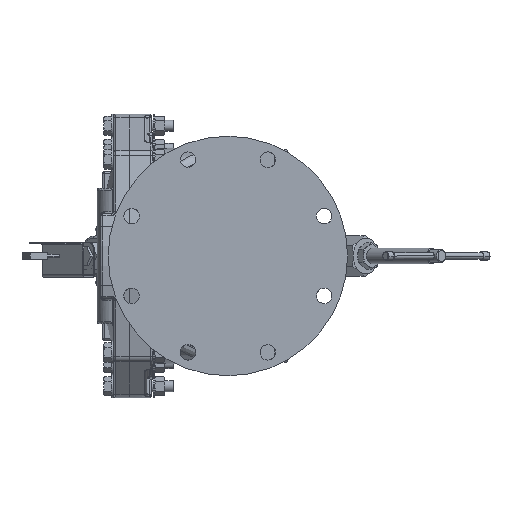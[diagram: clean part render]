
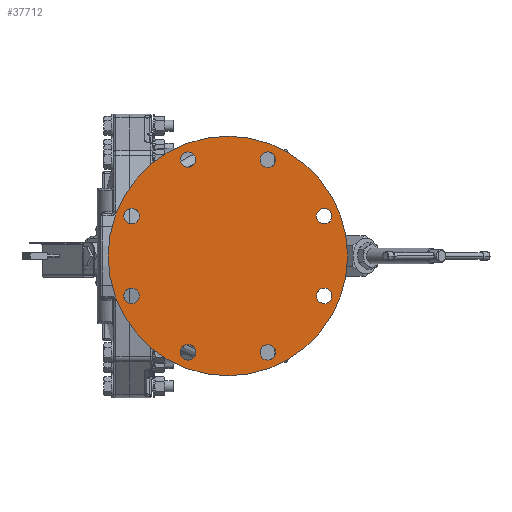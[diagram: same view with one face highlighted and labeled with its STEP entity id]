
A CAD part, left-side view. The second image highlights one B-rep face of the part: STEP entity #37712.
In plain terms, the highlighted planar face has unit normal (-1, 0, 0).
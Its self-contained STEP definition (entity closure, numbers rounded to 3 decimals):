
#1339=CARTESIAN_POINT('',(-9.75,2.248,5.428));
#1340=DIRECTION('',(1.,0.,0.));
#1341=DIRECTION('',(0.,0.,-1.));
#1342=AXIS2_PLACEMENT_3D('',#1339,#1340,#1341);
#1344=CARTESIAN_POINT('',(-9.75,2.248,5.428));
#1345=DIRECTION('',(1.,0.,0.));
#1346=DIRECTION('',(0.,0.,1.));
#1347=AXIS2_PLACEMENT_3D('',#1344,#1345,#1346);
#1349=CARTESIAN_POINT('',(-9.75,5.428,2.248));
#1350=DIRECTION('',(1.,0.,0.));
#1351=DIRECTION('',(0.,-0.707,-0.707));
#1352=AXIS2_PLACEMENT_3D('',#1349,#1350,#1351);
#1354=CARTESIAN_POINT('',(-9.75,5.428,2.248));
#1355=DIRECTION('',(1.,0.,0.));
#1356=DIRECTION('',(0.,0.707,0.707));
#1357=AXIS2_PLACEMENT_3D('',#1354,#1355,#1356);
#1359=CARTESIAN_POINT('',(-9.75,5.428,-2.248));
#1360=DIRECTION('',(1.,0.,0.));
#1361=DIRECTION('',(0.,-1.,0.));
#1362=AXIS2_PLACEMENT_3D('',#1359,#1360,#1361);
#1364=CARTESIAN_POINT('',(-9.75,5.428,-2.248));
#1365=DIRECTION('',(1.,0.,0.));
#1366=DIRECTION('',(0.,1.,0.));
#1367=AXIS2_PLACEMENT_3D('',#1364,#1365,#1366);
#1369=CARTESIAN_POINT('',(-9.75,2.248,-5.428));
#1370=DIRECTION('',(1.,0.,0.));
#1371=DIRECTION('',(0.,-0.707,0.707));
#1372=AXIS2_PLACEMENT_3D('',#1369,#1370,#1371);
#1374=CARTESIAN_POINT('',(-9.75,2.248,-5.428));
#1375=DIRECTION('',(1.,0.,0.));
#1376=DIRECTION('',(0.,0.707,-0.707));
#1377=AXIS2_PLACEMENT_3D('',#1374,#1375,#1376);
#1379=CARTESIAN_POINT('',(-9.75,-2.248,-5.428));
#1380=DIRECTION('',(1.,0.,0.));
#1381=DIRECTION('',(0.,0.,1.));
#1382=AXIS2_PLACEMENT_3D('',#1379,#1380,#1381);
#1384=CARTESIAN_POINT('',(-9.75,-2.248,-5.428));
#1385=DIRECTION('',(1.,0.,0.));
#1386=DIRECTION('',(0.,0.,-1.));
#1387=AXIS2_PLACEMENT_3D('',#1384,#1385,#1386);
#1389=CARTESIAN_POINT('',(-9.75,-5.428,-2.248));
#1390=DIRECTION('',(1.,0.,0.));
#1391=DIRECTION('',(0.,0.707,0.707));
#1392=AXIS2_PLACEMENT_3D('',#1389,#1390,#1391);
#1394=CARTESIAN_POINT('',(-9.75,-5.428,-2.248));
#1395=DIRECTION('',(1.,0.,0.));
#1396=DIRECTION('',(0.,-0.707,-0.707));
#1397=AXIS2_PLACEMENT_3D('',#1394,#1395,#1396);
#1399=CARTESIAN_POINT('',(-9.75,-5.428,2.248));
#1400=DIRECTION('',(1.,0.,0.));
#1401=DIRECTION('',(0.,1.,0.));
#1402=AXIS2_PLACEMENT_3D('',#1399,#1400,#1401);
#1404=CARTESIAN_POINT('',(-9.75,-5.428,2.248));
#1405=DIRECTION('',(1.,0.,0.));
#1406=DIRECTION('',(0.,-1.,0.));
#1407=AXIS2_PLACEMENT_3D('',#1404,#1405,#1406);
#1409=CARTESIAN_POINT('',(-9.75,-2.248,5.428));
#1410=DIRECTION('',(1.,0.,0.));
#1411=DIRECTION('',(0.,0.707,-0.707));
#1412=AXIS2_PLACEMENT_3D('',#1409,#1410,#1411);
#1414=CARTESIAN_POINT('',(-9.75,-2.248,5.428));
#1415=DIRECTION('',(1.,0.,0.));
#1416=DIRECTION('',(0.,-0.707,0.707));
#1417=AXIS2_PLACEMENT_3D('',#1414,#1415,#1416);
#1419=CARTESIAN_POINT('',(-9.75,0.,0.));
#1420=DIRECTION('',(1.,0.,0.));
#1421=DIRECTION('',(0.,1.,0.));
#1422=AXIS2_PLACEMENT_3D('',#1419,#1420,#1421);
#1429=CARTESIAN_POINT('',(-9.75,0.,0.));
#1430=DIRECTION('',(1.,0.,0.));
#1431=DIRECTION('',(0.,-1.,0.));
#1432=AXIS2_PLACEMENT_3D('',#1429,#1430,#1431);
#35192=CARTESIAN_POINT('',(-9.75,6.75,0.));
#35193=CARTESIAN_POINT('',(-9.75,-6.75,0.));
#35194=VERTEX_POINT('',#35192);
#35195=VERTEX_POINT('',#35193);
#37589=CARTESIAN_POINT('',(-9.75,2.248,4.99));
#37591=VERTEX_POINT('',#37589);
#37593=CARTESIAN_POINT('',(-9.75,2.248,5.865));
#37595=VERTEX_POINT('',#37593);
#37597=CARTESIAN_POINT('',(-9.75,5.118,1.939));
#37599=VERTEX_POINT('',#37597);
#37601=CARTESIAN_POINT('',(-9.75,5.737,2.558));
#37603=VERTEX_POINT('',#37601);
#37605=CARTESIAN_POINT('',(-9.75,4.99,-2.248));
#37607=VERTEX_POINT('',#37605);
#37609=CARTESIAN_POINT('',(-9.75,5.865,-2.248));
#37611=VERTEX_POINT('',#37609);
#37613=CARTESIAN_POINT('',(-9.75,1.939,-5.118));
#37615=VERTEX_POINT('',#37613);
#37617=CARTESIAN_POINT('',(-9.75,2.558,-5.737));
#37619=VERTEX_POINT('',#37617);
#37621=CARTESIAN_POINT('',(-9.75,-2.248,-4.99));
#37623=VERTEX_POINT('',#37621);
#37625=CARTESIAN_POINT('',(-9.75,-2.248,-5.865));
#37627=VERTEX_POINT('',#37625);
#37629=CARTESIAN_POINT('',(-9.75,-5.118,-1.939));
#37631=VERTEX_POINT('',#37629);
#37633=CARTESIAN_POINT('',(-9.75,-5.737,-2.558));
#37635=VERTEX_POINT('',#37633);
#37637=CARTESIAN_POINT('',(-9.75,-4.99,2.248));
#37639=VERTEX_POINT('',#37637);
#37641=CARTESIAN_POINT('',(-9.75,-5.865,2.248));
#37643=VERTEX_POINT('',#37641);
#37645=CARTESIAN_POINT('',(-9.75,-1.939,5.118));
#37647=VERTEX_POINT('',#37645);
#37649=CARTESIAN_POINT('',(-9.75,-2.558,5.737));
#37651=VERTEX_POINT('',#37649);
#37653=CARTESIAN_POINT('',(-9.75,-10.,-10.));
#37654=DIRECTION('',(1.,0.,0.));
#37655=DIRECTION('',(0.,1.,0.));
#37656=AXIS2_PLACEMENT_3D('',#37653,#37654,#37655);
#37657=PLANE('',#37656);
#37659=ORIENTED_EDGE('',*,*,#37658,.T.);
#37661=ORIENTED_EDGE('',*,*,#37660,.T.);
#37662=EDGE_LOOP('',(#37659,#37661));
#37663=FACE_OUTER_BOUND('',#37662,.F.);
#37665=ORIENTED_EDGE('',*,*,#37664,.F.);
#37667=ORIENTED_EDGE('',*,*,#37666,.F.);
#37668=EDGE_LOOP('',(#37665,#37667));
#37669=FACE_BOUND('',#37668,.F.);
#37671=ORIENTED_EDGE('',*,*,#37670,.F.);
#37673=ORIENTED_EDGE('',*,*,#37672,.F.);
#37674=EDGE_LOOP('',(#37671,#37673));
#37675=FACE_BOUND('',#37674,.F.);
#37677=ORIENTED_EDGE('',*,*,#37676,.F.);
#37679=ORIENTED_EDGE('',*,*,#37678,.F.);
#37680=EDGE_LOOP('',(#37677,#37679));
#37681=FACE_BOUND('',#37680,.F.);
#37683=ORIENTED_EDGE('',*,*,#37682,.F.);
#37685=ORIENTED_EDGE('',*,*,#37684,.F.);
#37686=EDGE_LOOP('',(#37683,#37685));
#37687=FACE_BOUND('',#37686,.F.);
#37689=ORIENTED_EDGE('',*,*,#37688,.F.);
#37691=ORIENTED_EDGE('',*,*,#37690,.F.);
#37692=EDGE_LOOP('',(#37689,#37691));
#37693=FACE_BOUND('',#37692,.F.);
#37695=ORIENTED_EDGE('',*,*,#37694,.F.);
#37697=ORIENTED_EDGE('',*,*,#37696,.F.);
#37698=EDGE_LOOP('',(#37695,#37697));
#37699=FACE_BOUND('',#37698,.F.);
#37701=ORIENTED_EDGE('',*,*,#37700,.F.);
#37703=ORIENTED_EDGE('',*,*,#37702,.F.);
#37704=EDGE_LOOP('',(#37701,#37703));
#37705=FACE_BOUND('',#37704,.F.);
#37707=ORIENTED_EDGE('',*,*,#37706,.F.);
#37709=ORIENTED_EDGE('',*,*,#37708,.F.);
#37710=EDGE_LOOP('',(#37707,#37709));
#37711=FACE_BOUND('',#37710,.F.);
#1343=CIRCLE('',#1342,0.438);
#1348=CIRCLE('',#1347,0.438);
#1353=CIRCLE('',#1352,0.438);
#1358=CIRCLE('',#1357,0.438);
#1363=CIRCLE('',#1362,0.438);
#1368=CIRCLE('',#1367,0.438);
#1373=CIRCLE('',#1372,0.438);
#1378=CIRCLE('',#1377,0.438);
#1383=CIRCLE('',#1382,0.438);
#1388=CIRCLE('',#1387,0.438);
#1393=CIRCLE('',#1392,0.438);
#1398=CIRCLE('',#1397,0.438);
#1403=CIRCLE('',#1402,0.438);
#1408=CIRCLE('',#1407,0.438);
#1413=CIRCLE('',#1412,0.438);
#1418=CIRCLE('',#1417,0.438);
#1423=CIRCLE('',#1422,6.75);
#1433=CIRCLE('',#1432,6.75);
#37658=EDGE_CURVE('',#35194,#35195,#1423,.T.);
#37660=EDGE_CURVE('',#35195,#35194,#1433,.T.);
#37664=EDGE_CURVE('',#37591,#37595,#1343,.T.);
#37666=EDGE_CURVE('',#37595,#37591,#1348,.T.);
#37670=EDGE_CURVE('',#37599,#37603,#1353,.T.);
#37672=EDGE_CURVE('',#37603,#37599,#1358,.T.);
#37676=EDGE_CURVE('',#37607,#37611,#1363,.T.);
#37678=EDGE_CURVE('',#37611,#37607,#1368,.T.);
#37682=EDGE_CURVE('',#37615,#37619,#1373,.T.);
#37684=EDGE_CURVE('',#37619,#37615,#1378,.T.);
#37688=EDGE_CURVE('',#37623,#37627,#1383,.T.);
#37690=EDGE_CURVE('',#37627,#37623,#1388,.T.);
#37694=EDGE_CURVE('',#37631,#37635,#1393,.T.);
#37696=EDGE_CURVE('',#37635,#37631,#1398,.T.);
#37700=EDGE_CURVE('',#37639,#37643,#1403,.T.);
#37702=EDGE_CURVE('',#37643,#37639,#1408,.T.);
#37706=EDGE_CURVE('',#37647,#37651,#1413,.T.);
#37708=EDGE_CURVE('',#37651,#37647,#1418,.T.);
#37712=ADVANCED_FACE('',(#37663,#37669,#37675,#37681,#37687,#37693,#37699,
#37705,#37711),#37657,.F.);
